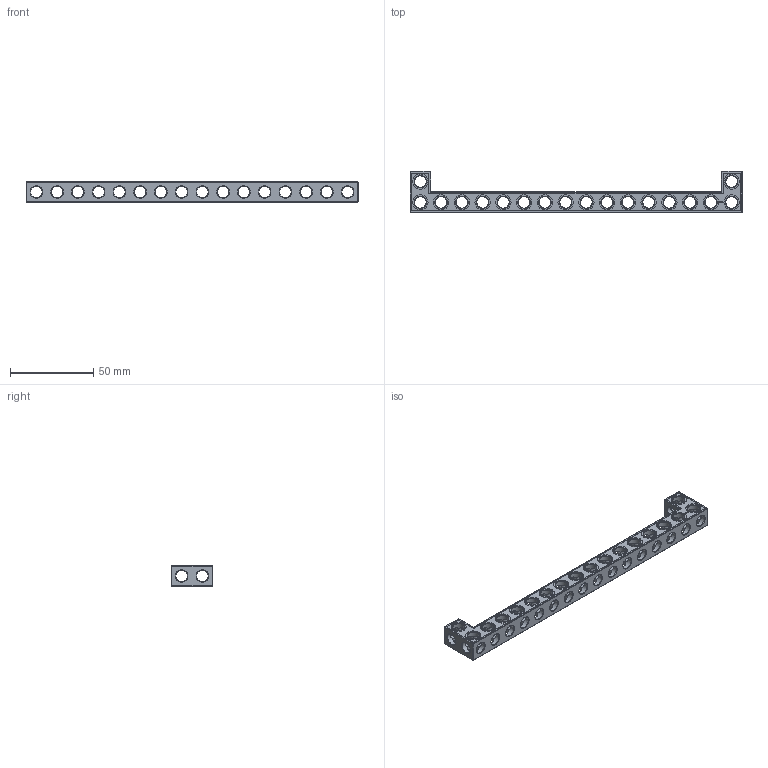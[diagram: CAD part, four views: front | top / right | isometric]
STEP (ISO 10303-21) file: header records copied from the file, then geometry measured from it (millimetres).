
FILE_DESCRIPTION(('FreeCAD Model'),'2;1');
FILE_NAME('Open CASCADE Shape Model','2022-03-06T13:51:37',('Author'),( ''),'Open CASCADE STEP processor 7.5','FreeCAD','Unknown');
FILE_SCHEMA(('AUTOMOTIVE_DESIGN { 1 0 10303 214 1 1 1 1 }'));
Products named in the file (1): Beam AGD ESS USH SYM BU16x02x01 - SPN-BEM-0556 (stemfie.org)
Bounding box: 200 x 25 x 12.5 mm (x, y, z)
Volume: 17575.1 mm3; surface area: 15816.2 mm2
Topology: 1 solids, 1 shells, 755 faces, 2234 edges, 1460 vertices
Faces by surface type: plane 390, extrusion 182, cylinder 109, cone 74
Full cylindrical faces by diameter (mm): 6.98 x6, 7 x85, 9.2 x18
Entity records: 69895 total; most frequent: CARTESIAN_POINT 27755, DIRECTION 6866, VECTOR 4646, ORIENTED_EDGE 4468, PCURVE 4468, DEFINITIONAL_REPRESENTATION 4468, LINE 4464, EDGE_CURVE 2234
